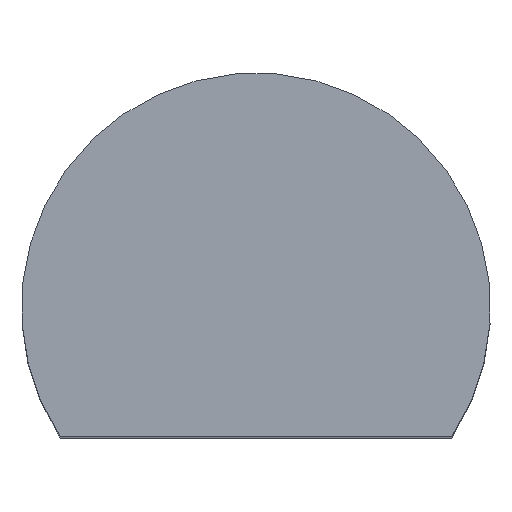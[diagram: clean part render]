
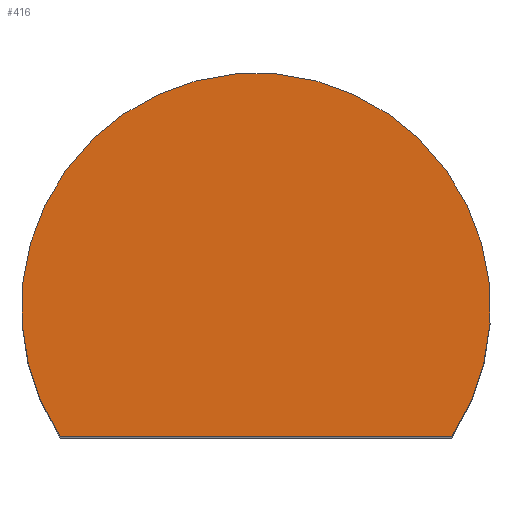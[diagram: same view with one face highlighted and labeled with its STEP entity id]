
A CAD part, top view. The second image highlights one B-rep face of the part: STEP entity #416.
In plain terms, the highlighted planar face has unit normal (0, 0, 1).
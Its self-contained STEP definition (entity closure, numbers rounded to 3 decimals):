
#13=DIRECTION('',(0.,0.,1.));
#163=VECTOR('',#164,1.);
#164=DIRECTION('',(1.,0.,0.));
#197=DIRECTION('',(-1.,0.,0.));
#229=DIRECTION('',(0.,0.,-1.));
#276=VERTEX_POINT('',#277);
#277=CARTESIAN_POINT('',(-0.746,-1.33,11.));
#280=ORIENTED_EDGE('',*,*,#281,.T.);
#281=EDGE_CURVE('',#276,#282,#284,.T.);
#282=VERTEX_POINT('',#283);
#283=CARTESIAN_POINT('',(3.286,-1.33,11.));
#284=LINE('',#277,#163);
#294=ORIENTED_EDGE('',*,*,#295,.T.);
#295=EDGE_CURVE('',#282,#276,#296,.T.);
#296=CIRCLE('',#297,2.415);
#297=AXIS2_PLACEMENT_3D('',#298,#13,#164);
#298=CARTESIAN_POINT('',(1.27,0.,11.));
#416=ADVANCED_FACE('',(#417),#419,.F.);
#417=FACE_BOUND('',#418,.T.);
#418=EDGE_LOOP('',(#280,#294));
#419=PLANE('',#420);
#420=AXIS2_PLACEMENT_3D('',#277,#229,#197);
